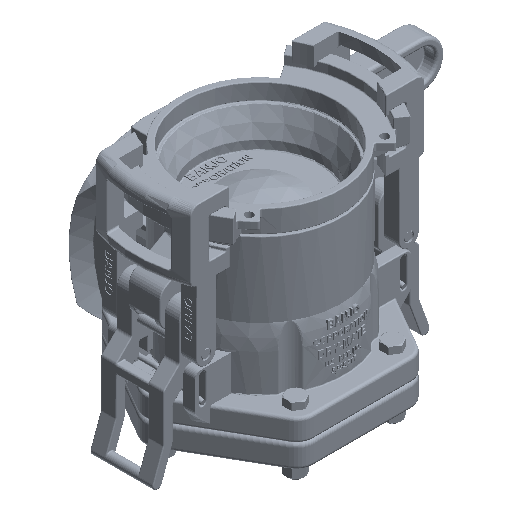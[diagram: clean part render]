
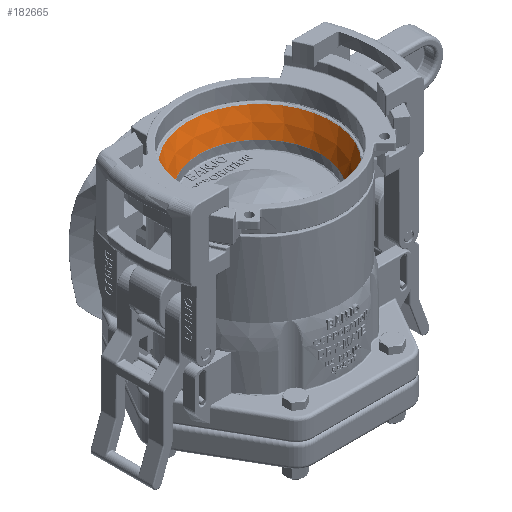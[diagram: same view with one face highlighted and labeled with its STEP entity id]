
A CAD part, isometric view. The second image highlights one B-rep face of the part: STEP entity #182665.
In plain terms, the highlighted conical face has half-angle 25 degrees and reference radius 53.37 mm.
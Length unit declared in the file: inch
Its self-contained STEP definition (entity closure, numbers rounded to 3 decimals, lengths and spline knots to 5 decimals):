
#182634=CARTESIAN_POINT('',(-1.8589,-1.30161,0.54232));
#182635=VERTEX_POINT('',#182634);
#182636=CARTESIAN_POINT('',(0.,0.0,0.54232));
#182637=DIRECTION('',(0.,0.,1.0));
#182638=DIRECTION('',(0.819,0.574,0.));
#182639=AXIS2_PLACEMENT_3D('',#182636,#182637,#182638);
#182640=CIRCLE('',#182639,2.26929);
#182641=EDGE_CURVE('',#182635,#182635,#182640,.T.);
#182646=CARTESIAN_POINT('',(0.0,0.,0.90283));
#182647=DIRECTION('',(0.0,0.,-1.0));
#182648=DIRECTION('',(0.0,1.0,0.0));
#182649=AXIS2_PLACEMENT_3D('',#182646,#182647,#182648);
#182650=CONICAL_SURFACE('',#182649,2.10119,25.);
#182651=CARTESIAN_POINT('',(0.0,1.92781,1.27463));
#182652=VERTEX_POINT('',#182651);
#182653=CARTESIAN_POINT('',(0.,0.,1.27463));
#182654=DIRECTION('',(0.0,0.0,-1.0));
#182655=DIRECTION('',(0.0,-1.0,0.0));
#182656=AXIS2_PLACEMENT_3D('',#182653,#182654,#182655);
#182657=CIRCLE('',#182656,1.92781);
#182658=EDGE_CURVE('',#182652,#182652,#182657,.T.);
#182659=ORIENTED_EDGE('',*,*,#182658,.F.);
#182660=EDGE_LOOP('',(#182659));
#182661=FACE_OUTER_BOUND('',#182660,.T.);
#182662=ORIENTED_EDGE('',*,*,#182641,.F.);
#182663=EDGE_LOOP('',(#182662));
#182664=FACE_BOUND('',#182663,.T.);
#182665=ADVANCED_FACE('',(#182661,#182664),#182650,.F.);
